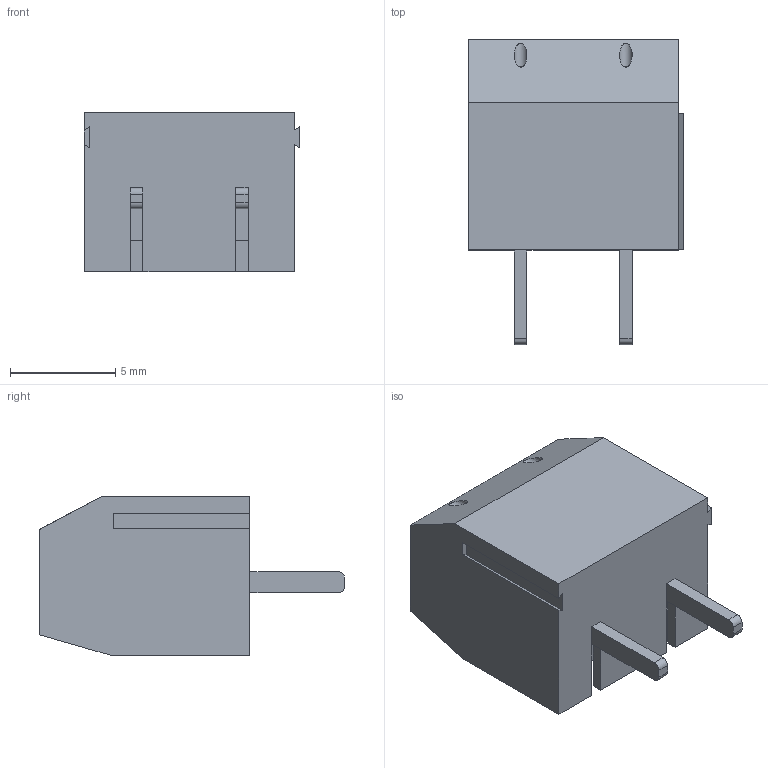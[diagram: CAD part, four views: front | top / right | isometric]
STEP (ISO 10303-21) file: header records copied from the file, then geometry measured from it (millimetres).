
FILE_DESCRIPTION(/* description */ (''),/* implementation_level */ '2;1');
FILE_NAME(/* name */ '5f4ceb50b8027b15d8b1a3f3',/* time_stamp */ '2020-08-31T12:21:37+00:00',/* author */ (''),/* organization */ (''),/* preprocessor_version */ 'ST-DEVELOPER v16.7',/* originating_system */ $,/* authorisation */ $);
FILE_SCHEMA (('AUTOMOTIVE_DESIGN {1 0 10303 214 3 1 1}'));
Length unit declared in the file: metre
Products named in the file (1): KF301-5.0
Bounding box: 10.26 x 14.51 x 7.6 mm (x, y, z)
Volume: 572.3 mm3; surface area: 696 mm2
Topology: 1 solids, 1 shells, 89 faces, 218 edges, 140 vertices
Faces by surface type: plane 79, cylinder 10
Full cylindrical faces by diameter (mm): 0.6 x2, 3.5 x4
Entity records: 2884 total; most frequent: CARTESIAN_POINT 438, ORIENTED_EDGE 420, DIRECTION 410, EDGE_CURVE 210, LINE 190, VECTOR 190, VERTEX_POINT 138, AXIS2_PLACEMENT_3D 110
